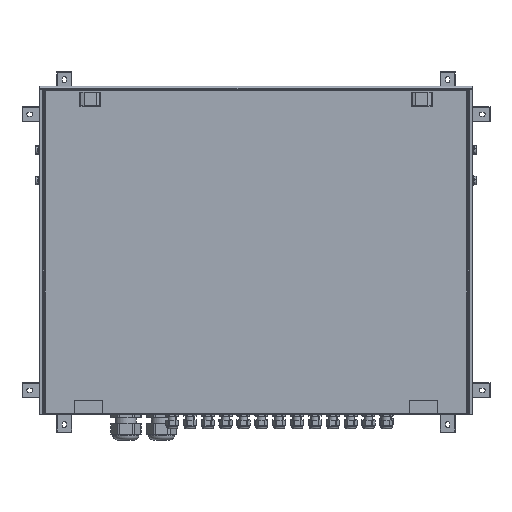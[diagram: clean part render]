
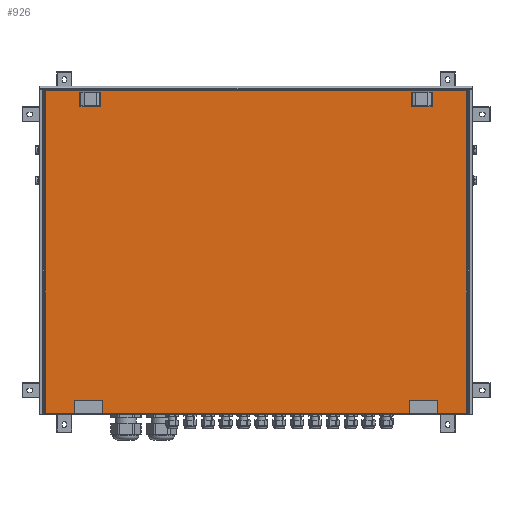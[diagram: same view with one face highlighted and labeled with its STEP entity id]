
A CAD part, top view. The second image highlights one B-rep face of the part: STEP entity #926.
In plain terms, the highlighted planar face has unit normal (0, 0, 1).
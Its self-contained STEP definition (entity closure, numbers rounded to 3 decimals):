
#82=AXIS2_PLACEMENT_3D('Plane Axis2P3D',#79,#80,#81) ;
#79=CARTESIAN_POINT('Axis2P3D Location',(458.61,49.754,314.999)) ;
#467=CARTESIAN_POINT('Vertex',(102.61,52.251,314.999)) ;
#470=CARTESIAN_POINT('Line Origine',(74.082,52.251,314.999)) ;
#474=CARTESIAN_POINT('Vertex',(45.553,52.251,314.999)) ;
#513=CARTESIAN_POINT('Vertex',(102.61,77.309,314.999)) ;
#516=CARTESIAN_POINT('Line Origine',(102.61,64.78,314.999)) ;
#565=CARTESIAN_POINT('Vertex',(157.61,52.251,314.999)) ;
#568=CARTESIAN_POINT('Line Origine',(157.61,64.78,314.999)) ;
#572=CARTESIAN_POINT('Vertex',(157.61,77.309,314.999)) ;
#601=CARTESIAN_POINT('Vertex',(759.61,52.251,314.999)) ;
#604=CARTESIAN_POINT('Line Origine',(458.61,52.251,314.999)) ;
#640=CARTESIAN_POINT('Vertex',(759.61,77.309,314.999)) ;
#643=CARTESIAN_POINT('Line Origine',(759.61,64.78,314.999)) ;
#686=CARTESIAN_POINT('Vertex',(814.61,52.251,314.999)) ;
#690=CARTESIAN_POINT('Control Point',(814.61,52.251,314.999)) ;
#691=CARTESIAN_POINT('Control Point',(814.61,77.309,314.999)) ;
#692=CARTESIAN_POINT('Vertex',(814.61,77.309,314.999)) ;
#719=CARTESIAN_POINT('Vertex',(871.668,52.251,314.999)) ;
#722=CARTESIAN_POINT('Line Origine',(843.139,52.251,314.999)) ;
#744=CARTESIAN_POINT('Vertex',(871.668,684.366,314.999)) ;
#747=CARTESIAN_POINT('Line Origine',(871.668,368.309,314.999)) ;
#769=CARTESIAN_POINT('Vertex',(45.553,684.366,314.999)) ;
#772=CARTESIAN_POINT('Line Origine',(458.61,684.366,314.999)) ;
#790=CARTESIAN_POINT('Line Origine',(45.553,368.309,314.999)) ;
#834=CARTESIAN_POINT('Line Origine',(130.11,77.309,314.999)) ;
#839=CARTESIAN_POINT('Line Origine',(787.11,77.309,314.999)) ;
#858=CARTESIAN_POINT('Line Origine',(783.61,654.309,314.999)) ;
#862=CARTESIAN_POINT('Vertex',(803.61,654.309,314.999)) ;
#864=CARTESIAN_POINT('Vertex',(763.61,654.309,314.999)) ;
#867=CARTESIAN_POINT('Line Origine',(763.61,667.809,314.999)) ;
#871=CARTESIAN_POINT('Vertex',(763.61,681.309,314.999)) ;
#874=CARTESIAN_POINT('Line Origine',(783.61,681.309,314.999)) ;
#878=CARTESIAN_POINT('Vertex',(803.61,681.309,314.999)) ;
#881=CARTESIAN_POINT('Line Origine',(803.61,667.809,314.999)) ;
#892=CARTESIAN_POINT('Line Origine',(133.61,654.309,314.999)) ;
#896=CARTESIAN_POINT('Vertex',(153.61,654.309,314.999)) ;
#898=CARTESIAN_POINT('Vertex',(113.61,654.309,314.999)) ;
#901=CARTESIAN_POINT('Line Origine',(113.61,667.809,314.999)) ;
#905=CARTESIAN_POINT('Vertex',(113.61,681.309,314.999)) ;
#908=CARTESIAN_POINT('Line Origine',(133.61,681.309,314.999)) ;
#912=CARTESIAN_POINT('Vertex',(153.61,681.309,314.999)) ;
#915=CARTESIAN_POINT('Line Origine',(153.61,667.809,314.999)) ;
#80=DIRECTION('Axis2P3D Direction',(0.,0.,-1.)) ;
#81=DIRECTION('Axis2P3D XDirection',(0.,1.,0.)) ;
#471=DIRECTION('Vector Direction',(1.,0.,0.)) ;
#517=DIRECTION('Vector Direction',(0.,1.,0.)) ;
#569=DIRECTION('Vector Direction',(0.,1.,0.)) ;
#605=DIRECTION('Vector Direction',(1.,0.,0.)) ;
#644=DIRECTION('Vector Direction',(0.,1.,0.)) ;
#723=DIRECTION('Vector Direction',(1.,0.,0.)) ;
#748=DIRECTION('Vector Direction',(0.,1.,0.)) ;
#773=DIRECTION('Vector Direction',(1.,0.,0.)) ;
#791=DIRECTION('Vector Direction',(0.,1.,0.)) ;
#835=DIRECTION('Vector Direction',(-1.,0.,0.)) ;
#840=DIRECTION('Vector Direction',(-1.,0.,0.)) ;
#859=DIRECTION('Vector Direction',(-1.,0.,0.)) ;
#868=DIRECTION('Vector Direction',(0.,-1.,0.)) ;
#875=DIRECTION('Vector Direction',(1.,0.,0.)) ;
#882=DIRECTION('Vector Direction',(0.,-1.,0.)) ;
#893=DIRECTION('Vector Direction',(-1.,0.,0.)) ;
#902=DIRECTION('Vector Direction',(0.,-1.,0.)) ;
#909=DIRECTION('Vector Direction',(1.,0.,0.)) ;
#916=DIRECTION('Vector Direction',(0.,-1.,0.)) ;
#472=VECTOR('Line Direction',#471,1.) ;
#518=VECTOR('Line Direction',#517,1.) ;
#570=VECTOR('Line Direction',#569,1.) ;
#606=VECTOR('Line Direction',#605,1.) ;
#645=VECTOR('Line Direction',#644,1.) ;
#724=VECTOR('Line Direction',#723,1.) ;
#749=VECTOR('Line Direction',#748,1.) ;
#774=VECTOR('Line Direction',#773,1.) ;
#792=VECTOR('Line Direction',#791,1.) ;
#836=VECTOR('Line Direction',#835,1.) ;
#841=VECTOR('Line Direction',#840,1.) ;
#860=VECTOR('Line Direction',#859,1.) ;
#869=VECTOR('Line Direction',#868,1.) ;
#876=VECTOR('Line Direction',#875,1.) ;
#883=VECTOR('Line Direction',#882,1.) ;
#894=VECTOR('Line Direction',#893,1.) ;
#903=VECTOR('Line Direction',#902,1.) ;
#910=VECTOR('Line Direction',#909,1.) ;
#917=VECTOR('Line Direction',#916,1.) ;
#845=ORIENTED_EDGE('',*,*,#776,.F.) ;
#846=ORIENTED_EDGE('',*,*,#794,.F.) ;
#847=ORIENTED_EDGE('',*,*,#476,.T.) ;
#848=ORIENTED_EDGE('',*,*,#520,.T.) ;
#849=ORIENTED_EDGE('',*,*,#838,.F.) ;
#850=ORIENTED_EDGE('',*,*,#574,.F.) ;
#851=ORIENTED_EDGE('',*,*,#608,.T.) ;
#852=ORIENTED_EDGE('',*,*,#647,.T.) ;
#853=ORIENTED_EDGE('',*,*,#843,.F.) ;
#854=ORIENTED_EDGE('',*,*,#694,.T.) ;
#855=ORIENTED_EDGE('',*,*,#726,.T.) ;
#856=ORIENTED_EDGE('',*,*,#751,.T.) ;
#887=ORIENTED_EDGE('',*,*,#866,.T.) ;
#888=ORIENTED_EDGE('',*,*,#873,.F.) ;
#889=ORIENTED_EDGE('',*,*,#880,.F.) ;
#890=ORIENTED_EDGE('',*,*,#885,.T.) ;
#921=ORIENTED_EDGE('',*,*,#900,.T.) ;
#922=ORIENTED_EDGE('',*,*,#907,.F.) ;
#923=ORIENTED_EDGE('',*,*,#914,.F.) ;
#924=ORIENTED_EDGE('',*,*,#919,.T.) ;
#891=FACE_BOUND('',#886,.T.) ;
#925=FACE_BOUND('',#920,.T.) ;
#926=ADVANCED_FACE('HOUSING',(#857,#891,#925),#83,.F.) ;
#689=B_SPLINE_CURVE_WITH_KNOTS('',1,(#690,#691),.UNSPECIFIED.,.F.,.U.,(2,2),(0.,25.057),.UNSPECIFIED.) ;
#476=EDGE_CURVE('',#475,#468,#473,.T.) ;
#520=EDGE_CURVE('',#468,#514,#519,.T.) ;
#574=EDGE_CURVE('',#566,#573,#571,.T.) ;
#608=EDGE_CURVE('',#566,#602,#607,.T.) ;
#647=EDGE_CURVE('',#602,#641,#646,.T.) ;
#694=EDGE_CURVE('',#693,#687,#689,.F.) ;
#726=EDGE_CURVE('',#687,#720,#725,.T.) ;
#751=EDGE_CURVE('',#720,#745,#750,.T.) ;
#776=EDGE_CURVE('',#770,#745,#775,.T.) ;
#794=EDGE_CURVE('',#475,#770,#793,.T.) ;
#838=EDGE_CURVE('',#573,#514,#837,.T.) ;
#843=EDGE_CURVE('',#693,#641,#842,.T.) ;
#866=EDGE_CURVE('',#863,#865,#861,.T.) ;
#873=EDGE_CURVE('',#872,#865,#870,.T.) ;
#880=EDGE_CURVE('',#879,#872,#877,.F.) ;
#885=EDGE_CURVE('',#879,#863,#884,.T.) ;
#900=EDGE_CURVE('',#897,#899,#895,.T.) ;
#907=EDGE_CURVE('',#906,#899,#904,.T.) ;
#914=EDGE_CURVE('',#913,#906,#911,.F.) ;
#919=EDGE_CURVE('',#913,#897,#918,.T.) ;
#844=EDGE_LOOP('',(#845,#846,#847,#848,#849,#850,#851,#852,#853,#854,#855,#856)) ;
#886=EDGE_LOOP('',(#887,#888,#889,#890)) ;
#920=EDGE_LOOP('',(#921,#922,#923,#924)) ;
#857=FACE_OUTER_BOUND('',#844,.T.) ;
#473=LINE('Line',#470,#472) ;
#519=LINE('Line',#516,#518) ;
#571=LINE('Line',#568,#570) ;
#607=LINE('Line',#604,#606) ;
#646=LINE('Line',#643,#645) ;
#725=LINE('Line',#722,#724) ;
#750=LINE('Line',#747,#749) ;
#775=LINE('Line',#772,#774) ;
#793=LINE('Line',#790,#792) ;
#837=LINE('Line',#834,#836) ;
#842=LINE('Line',#839,#841) ;
#861=LINE('Line',#858,#860) ;
#870=LINE('Line',#867,#869) ;
#877=LINE('Line',#874,#876) ;
#884=LINE('Line',#881,#883) ;
#895=LINE('Line',#892,#894) ;
#904=LINE('Line',#901,#903) ;
#911=LINE('Line',#908,#910) ;
#918=LINE('Line',#915,#917) ;
#83=PLANE('',#82) ;
#468=VERTEX_POINT('',#467) ;
#475=VERTEX_POINT('',#474) ;
#514=VERTEX_POINT('',#513) ;
#566=VERTEX_POINT('',#565) ;
#573=VERTEX_POINT('',#572) ;
#602=VERTEX_POINT('',#601) ;
#641=VERTEX_POINT('',#640) ;
#687=VERTEX_POINT('',#686) ;
#693=VERTEX_POINT('',#692) ;
#720=VERTEX_POINT('',#719) ;
#745=VERTEX_POINT('',#744) ;
#770=VERTEX_POINT('',#769) ;
#863=VERTEX_POINT('',#862) ;
#865=VERTEX_POINT('',#864) ;
#872=VERTEX_POINT('',#871) ;
#879=VERTEX_POINT('',#878) ;
#897=VERTEX_POINT('',#896) ;
#899=VERTEX_POINT('',#898) ;
#906=VERTEX_POINT('',#905) ;
#913=VERTEX_POINT('',#912) ;
